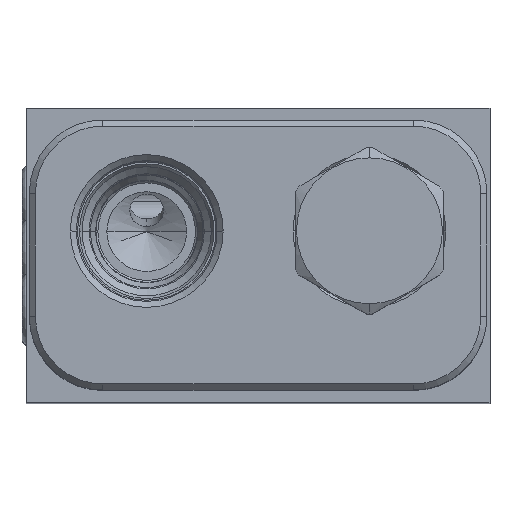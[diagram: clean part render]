
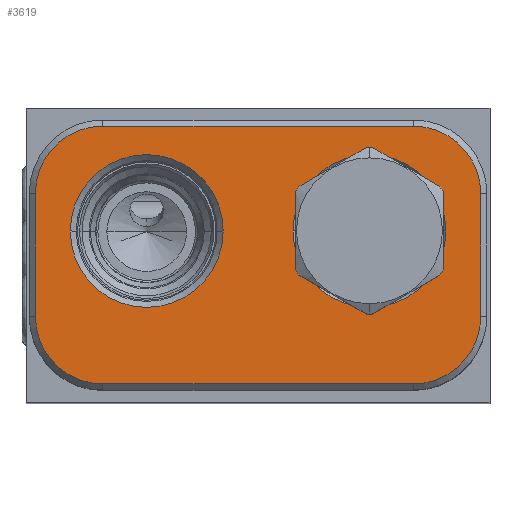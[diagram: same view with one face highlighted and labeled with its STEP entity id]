
A CAD part, top view. The second image highlights one B-rep face of the part: STEP entity #3619.
In plain terms, the highlighted planar face has unit normal (0, 0, 1).
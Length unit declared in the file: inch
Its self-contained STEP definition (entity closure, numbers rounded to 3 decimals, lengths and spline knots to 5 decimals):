
#145=CARTESIAN_POINT('',(1.971,-1.062,3.531));
#146=DIRECTION('',(0.,0.,-1.));
#147=DIRECTION('',(1.,0.,0.));
#148=AXIS2_PLACEMENT_3D('',#145,#146,#147);
#159=CARTESIAN_POINT('',(0.614,-0.627,
3.531));
#160=DIRECTION('',(0.,0.,-1.));
#161=DIRECTION('',(-1.,0.,0.));
#162=AXIS2_PLACEMENT_3D('',#159,#160,#161);
#164=CARTESIAN_POINT('',(0.614,-0.627,
3.531));
#165=DIRECTION('',(0.,0.,-1.));
#166=DIRECTION('',(1.,0.,0.));
#167=AXIS2_PLACEMENT_3D('',#164,#165,#166);
#169=CARTESIAN_POINT('',(1.748,-0.627,3.531));
#170=DIRECTION('',(0.,0.,-1.));
#171=DIRECTION('',(-1.,0.,0.));
#172=AXIS2_PLACEMENT_3D('',#169,#170,#171);
#174=CARTESIAN_POINT('',(1.748,-0.627,3.531));
#175=DIRECTION('',(0.,0.,-1.));
#176=DIRECTION('',(1.,0.,0.));
#177=AXIS2_PLACEMENT_3D('',#174,#175,#176);
#2845=DIRECTION('',(-1.,0.,0.));
#2846=VECTOR('',#2845,1.58);
#2847=CARTESIAN_POINT('',(1.971,-1.406,3.531));
#2848=LINE('',#2847,#2846);
#2865=CARTESIAN_POINT('',(0.391,-1.062,3.531));
#2866=DIRECTION('',(0.,0.,-1.));
#2867=DIRECTION('',(0.,-1.,0.));
#2868=AXIS2_PLACEMENT_3D('',#2865,#2866,#2867);
#2883=DIRECTION('',(0.,1.,0.));
#2884=VECTOR('',#2883,0.625);
#2885=CARTESIAN_POINT('',(0.047,-1.062,3.531));
#2886=LINE('',#2885,#2884);
#2899=CARTESIAN_POINT('',(0.391,-0.437,3.531));
#2900=DIRECTION('',(0.,0.,-1.));
#2901=DIRECTION('',(-1.,0.,0.));
#2902=AXIS2_PLACEMENT_3D('',#2899,#2900,#2901);
#2913=DIRECTION('',(1.,0.,0.));
#2914=VECTOR('',#2913,1.58);
#2915=CARTESIAN_POINT('',(0.391,-0.093,3.531));
#2916=LINE('',#2915,#2914);
#2933=CARTESIAN_POINT('',(1.971,-0.437,3.531));
#2934=DIRECTION('',(0.,0.,-1.));
#2935=DIRECTION('',(0.,1.,0.));
#2936=AXIS2_PLACEMENT_3D('',#2933,#2934,#2935);
#2947=DIRECTION('',(0.,-1.,0.));
#2948=VECTOR('',#2947,0.625);
#2949=CARTESIAN_POINT('',(2.315,-0.437,3.531));
#2950=LINE('',#2949,#2948);
#3087=CARTESIAN_POINT('',(0.225,-0.627,
3.531));
#3088=CARTESIAN_POINT('',(1.003,-0.627,
3.531));
#3089=VERTEX_POINT('',#3087);
#3090=VERTEX_POINT('',#3088);
#3153=CARTESIAN_POINT('',(1.359,-0.627,
3.531));
#3154=CARTESIAN_POINT('',(2.137,-0.627,
3.531));
#3155=VERTEX_POINT('',#3153);
#3156=VERTEX_POINT('',#3154);
#3206=CARTESIAN_POINT('',(0.047,-1.062,3.531));
#3207=CARTESIAN_POINT('',(0.047,-0.437,3.531));
#3208=VERTEX_POINT('',#3206);
#3209=VERTEX_POINT('',#3207);
#3214=CARTESIAN_POINT('',(0.391,-0.093,3.531));
#3215=VERTEX_POINT('',#3214);
#3218=CARTESIAN_POINT('',(1.971,-0.093,3.531));
#3219=VERTEX_POINT('',#3218);
#3222=CARTESIAN_POINT('',(2.315,-0.437,3.531));
#3223=VERTEX_POINT('',#3222);
#3226=CARTESIAN_POINT('',(2.315,-1.062,3.531));
#3227=VERTEX_POINT('',#3226);
#3230=CARTESIAN_POINT('',(1.971,-1.406,3.531));
#3231=VERTEX_POINT('',#3230);
#3234=CARTESIAN_POINT('',(0.391,-1.406,3.531));
#3235=VERTEX_POINT('',#3234);
#3585=CARTESIAN_POINT('',(0.,0.,3.531));
#3586=DIRECTION('',(0.,0.,1.));
#3587=DIRECTION('',(1.,0.,0.));
#3588=AXIS2_PLACEMENT_3D('',#3585,#3586,#3587);
#3589=PLANE('',#3588);
#3590=ORIENTED_EDGE('',*,*,#3575,.T.);
#3592=ORIENTED_EDGE('',*,*,#3591,.T.);
#3594=ORIENTED_EDGE('',*,*,#3593,.T.);
#3596=ORIENTED_EDGE('',*,*,#3595,.T.);
#3598=ORIENTED_EDGE('',*,*,#3597,.T.);
#3600=ORIENTED_EDGE('',*,*,#3599,.T.);
#3602=ORIENTED_EDGE('',*,*,#3601,.T.);
#3604=ORIENTED_EDGE('',*,*,#3603,.T.);
#3605=EDGE_LOOP('',(#3590,#3592,#3594,#3596,#3598,#3600,#3602,#3604));
#3606=FACE_OUTER_BOUND('',#3605,.F.);
#3608=ORIENTED_EDGE('',*,*,#3607,.F.);
#3610=ORIENTED_EDGE('',*,*,#3609,.F.);
#3611=EDGE_LOOP('',(#3608,#3610));
#3612=FACE_BOUND('',#3611,.F.);
#3614=ORIENTED_EDGE('',*,*,#3613,.F.);
#3616=ORIENTED_EDGE('',*,*,#3615,.F.);
#3617=EDGE_LOOP('',(#3614,#3616));
#3618=FACE_BOUND('',#3617,.F.);
#3619=ADVANCED_FACE('',(#3606,#3612,#3618),#3589,.T.);
#149=CIRCLE('',#148,0.344);
#163=CIRCLE('',#162,0.389);
#168=CIRCLE('',#167,0.389);
#173=CIRCLE('',#172,0.389);
#178=CIRCLE('',#177,0.389);
#2869=CIRCLE('',#2868,0.344);
#2903=CIRCLE('',#2902,0.344);
#2937=CIRCLE('',#2936,0.344);
#3575=EDGE_CURVE('',#3227,#3231,#149,.T.);
#3591=EDGE_CURVE('',#3231,#3235,#2848,.T.);
#3593=EDGE_CURVE('',#3235,#3208,#2869,.T.);
#3595=EDGE_CURVE('',#3208,#3209,#2886,.T.);
#3597=EDGE_CURVE('',#3209,#3215,#2903,.T.);
#3599=EDGE_CURVE('',#3215,#3219,#2916,.T.);
#3601=EDGE_CURVE('',#3219,#3223,#2937,.T.);
#3603=EDGE_CURVE('',#3223,#3227,#2950,.T.);
#3607=EDGE_CURVE('',#3155,#3156,#173,.T.);
#3609=EDGE_CURVE('',#3156,#3155,#178,.T.);
#3613=EDGE_CURVE('',#3089,#3090,#163,.T.);
#3615=EDGE_CURVE('',#3090,#3089,#168,.T.);
